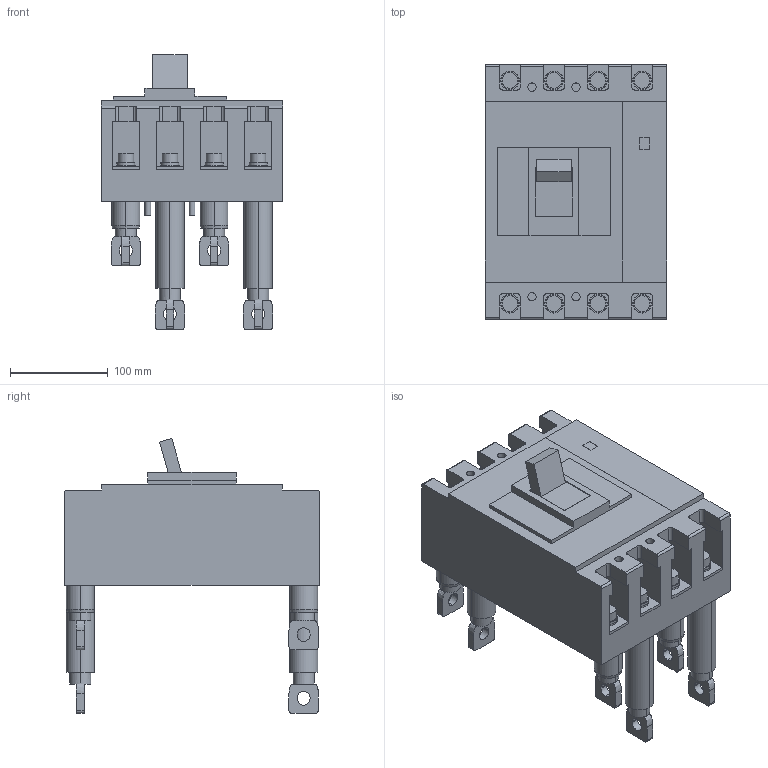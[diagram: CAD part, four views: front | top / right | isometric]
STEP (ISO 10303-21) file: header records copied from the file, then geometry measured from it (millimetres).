
FILE_DESCRIPTION (( 'STEP AP214' ), '1' );
FILE_NAME ('PS630NF4R.STEP', '2023-01-20T10:12:39', ( 'CAD' ), ( '' ), 'SwSTEP 2.0', 'SolidWorks 2015', '' );
FILE_SCHEMA (( 'AUTOMOTIVE_DESIGN' ));
Length unit declared in the file: millimetre
Products named in the file (1): PS630NF4R
Bounding box: 185 x 260 x 280.6 mm (x, y, z)
Volume: 4971527.7 mm3; surface area: 358678.4 mm2
Topology: 29 solids, 29 shells, 566 faces, 1328 edges, 872 vertices
Faces by surface type: plane 316, cylinder 226, bspline 16, cone 8
Entity records: 19407 total; most frequent: CARTESIAN_POINT 3719, DIRECTION 2858, ORIENTED_EDGE 2656, EDGE_CURVE 1328, AXIS2_PLACEMENT_3D 1043, VERTEX_POINT 872, LINE 772, VECTOR 772
